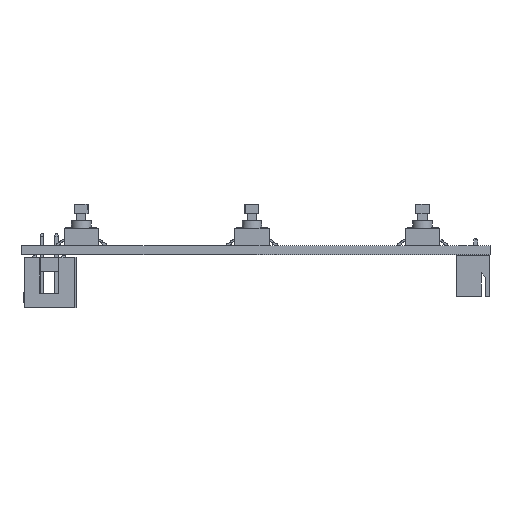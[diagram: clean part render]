
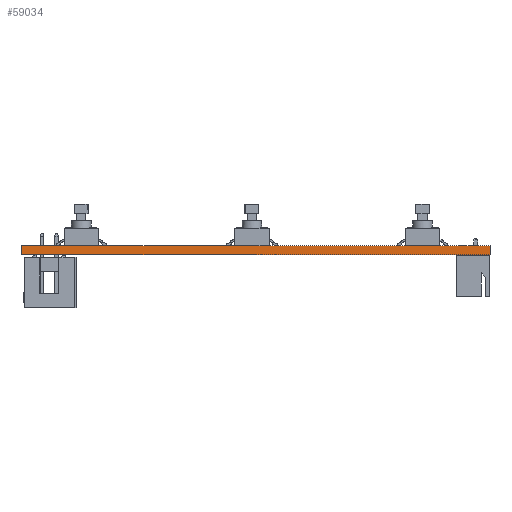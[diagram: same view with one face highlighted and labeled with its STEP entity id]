
A CAD part, front view. The second image highlights one B-rep face of the part: STEP entity #59034.
In plain terms, the highlighted planar face has unit normal (0, -1, 0).
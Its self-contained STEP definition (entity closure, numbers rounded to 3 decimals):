
#58918 = EDGE_CURVE('',#58919,#58921,#58923,.T.);
#58919 = VERTEX_POINT('',#58920);
#58920 = CARTESIAN_POINT('',(99.568,-144.018,0.));
#58921 = VERTEX_POINT('',#58922);
#58922 = CARTESIAN_POINT('',(99.568,-144.018,1.6));
#58923 = SURFACE_CURVE('',#58924,(#58928,#58940),.PCURVE_S1.);
#58924 = LINE('',#58925,#58926);
#58925 = CARTESIAN_POINT('',(99.568,-144.018,0.));
#58926 = VECTOR('',#58927,1.);
#58927 = DIRECTION('',(0.,0.,1.));
#58928 = PCURVE('',#58929,#58934);
#58929 = PLANE('',#58930);
#58930 = AXIS2_PLACEMENT_3D('',#58931,#58932,#58933);
#58931 = CARTESIAN_POINT('',(99.568,-144.018,0.));
#58932 = DIRECTION('',(-1.,0.,0.));
#58933 = DIRECTION('',(0.,1.,0.));
#58934 = DEFINITIONAL_REPRESENTATION('',(#58935),#58939);
#58935 = LINE('',#58936,#58937);
#58936 = CARTESIAN_POINT('',(0.,0.));
#58937 = VECTOR('',#58938,1.);
#58938 = DIRECTION('',(0.,-1.));
#58939 = ( GEOMETRIC_REPRESENTATION_CONTEXT(2) 
PARAMETRIC_REPRESENTATION_CONTEXT() REPRESENTATION_CONTEXT('2D SPACE',''
  ) );
#58940 = PCURVE('',#58941,#58946);
#58941 = PLANE('',#58942);
#58942 = AXIS2_PLACEMENT_3D('',#58943,#58944,#58945);
#58943 = CARTESIAN_POINT('',(181.864,-144.018,0.));
#58944 = DIRECTION('',(0.,-1.,0.));
#58945 = DIRECTION('',(-1.,0.,0.));
#58946 = DEFINITIONAL_REPRESENTATION('',(#58947),#58951);
#58947 = LINE('',#58948,#58949);
#58948 = CARTESIAN_POINT('',(82.296,0.));
#58949 = VECTOR('',#58950,1.);
#58950 = DIRECTION('',(0.,-1.));
#58951 = ( GEOMETRIC_REPRESENTATION_CONTEXT(2) 
PARAMETRIC_REPRESENTATION_CONTEXT() REPRESENTATION_CONTEXT('2D SPACE',''
  ) );
#58969 = PLANE('',#58970);
#58970 = AXIS2_PLACEMENT_3D('',#58971,#58972,#58973);
#58971 = CARTESIAN_POINT('',(140.716,-92.075,1.6));
#58972 = DIRECTION('',(-0.,-0.,-1.));
#58973 = DIRECTION('',(-1.,0.,0.));
#59023 = PLANE('',#59024);
#59024 = AXIS2_PLACEMENT_3D('',#59025,#59026,#59027);
#59025 = CARTESIAN_POINT('',(140.716,-92.075,0.));
#59026 = DIRECTION('',(-0.,-0.,-1.));
#59027 = DIRECTION('',(-1.,0.,0.));
#59034 = ADVANCED_FACE('',(#59035),#58941,.T.);
#59035 = FACE_BOUND('',#59036,.T.);
#59036 = EDGE_LOOP('',(#59037,#59067,#59088,#59089));
#59037 = ORIENTED_EDGE('',*,*,#59038,.T.);
#59038 = EDGE_CURVE('',#59039,#59041,#59043,.T.);
#59039 = VERTEX_POINT('',#59040);
#59040 = CARTESIAN_POINT('',(181.864,-144.018,0.));
#59041 = VERTEX_POINT('',#59042);
#59042 = CARTESIAN_POINT('',(181.864,-144.018,1.6));
#59043 = SURFACE_CURVE('',#59044,(#59048,#59055),.PCURVE_S1.);
#59044 = LINE('',#59045,#59046);
#59045 = CARTESIAN_POINT('',(181.864,-144.018,0.));
#59046 = VECTOR('',#59047,1.);
#59047 = DIRECTION('',(0.,0.,1.));
#59048 = PCURVE('',#58941,#59049);
#59049 = DEFINITIONAL_REPRESENTATION('',(#59050),#59054);
#59050 = LINE('',#59051,#59052);
#59051 = CARTESIAN_POINT('',(0.,-0.));
#59052 = VECTOR('',#59053,1.);
#59053 = DIRECTION('',(0.,-1.));
#59054 = ( GEOMETRIC_REPRESENTATION_CONTEXT(2) 
PARAMETRIC_REPRESENTATION_CONTEXT() REPRESENTATION_CONTEXT('2D SPACE',''
  ) );
#59055 = PCURVE('',#59056,#59061);
#59056 = PLANE('',#59057);
#59057 = AXIS2_PLACEMENT_3D('',#59058,#59059,#59060);
#59058 = CARTESIAN_POINT('',(181.864,-40.132,0.));
#59059 = DIRECTION('',(1.,0.,-0.));
#59060 = DIRECTION('',(0.,-1.,0.));
#59061 = DEFINITIONAL_REPRESENTATION('',(#59062),#59066);
#59062 = LINE('',#59063,#59064);
#59063 = CARTESIAN_POINT('',(103.886,0.));
#59064 = VECTOR('',#59065,1.);
#59065 = DIRECTION('',(0.,-1.));
#59066 = ( GEOMETRIC_REPRESENTATION_CONTEXT(2) 
PARAMETRIC_REPRESENTATION_CONTEXT() REPRESENTATION_CONTEXT('2D SPACE',''
  ) );
#59067 = ORIENTED_EDGE('',*,*,#59068,.T.);
#59068 = EDGE_CURVE('',#59041,#58921,#59069,.T.);
#59069 = SURFACE_CURVE('',#59070,(#59074,#59081),.PCURVE_S1.);
#59070 = LINE('',#59071,#59072);
#59071 = CARTESIAN_POINT('',(181.864,-144.018,1.6));
#59072 = VECTOR('',#59073,1.);
#59073 = DIRECTION('',(-1.,0.,0.));
#59074 = PCURVE('',#58941,#59075);
#59075 = DEFINITIONAL_REPRESENTATION('',(#59076),#59080);
#59076 = LINE('',#59077,#59078);
#59077 = CARTESIAN_POINT('',(0.,-1.6));
#59078 = VECTOR('',#59079,1.);
#59079 = DIRECTION('',(1.,0.));
#59080 = ( GEOMETRIC_REPRESENTATION_CONTEXT(2) 
PARAMETRIC_REPRESENTATION_CONTEXT() REPRESENTATION_CONTEXT('2D SPACE',''
  ) );
#59081 = PCURVE('',#58969,#59082);
#59082 = DEFINITIONAL_REPRESENTATION('',(#59083),#59087);
#59083 = LINE('',#59084,#59085);
#59084 = CARTESIAN_POINT('',(-41.148,-51.943));
#59085 = VECTOR('',#59086,1.);
#59086 = DIRECTION('',(1.,0.));
#59087 = ( GEOMETRIC_REPRESENTATION_CONTEXT(2) 
PARAMETRIC_REPRESENTATION_CONTEXT() REPRESENTATION_CONTEXT('2D SPACE',''
  ) );
#59088 = ORIENTED_EDGE('',*,*,#58918,.F.);
#59089 = ORIENTED_EDGE('',*,*,#59090,.F.);
#59090 = EDGE_CURVE('',#59039,#58919,#59091,.T.);
#59091 = SURFACE_CURVE('',#59092,(#59096,#59103),.PCURVE_S1.);
#59092 = LINE('',#59093,#59094);
#59093 = CARTESIAN_POINT('',(181.864,-144.018,0.));
#59094 = VECTOR('',#59095,1.);
#59095 = DIRECTION('',(-1.,0.,0.));
#59096 = PCURVE('',#58941,#59097);
#59097 = DEFINITIONAL_REPRESENTATION('',(#59098),#59102);
#59098 = LINE('',#59099,#59100);
#59099 = CARTESIAN_POINT('',(0.,-0.));
#59100 = VECTOR('',#59101,1.);
#59101 = DIRECTION('',(1.,0.));
#59102 = ( GEOMETRIC_REPRESENTATION_CONTEXT(2) 
PARAMETRIC_REPRESENTATION_CONTEXT() REPRESENTATION_CONTEXT('2D SPACE',''
  ) );
#59103 = PCURVE('',#59023,#59104);
#59104 = DEFINITIONAL_REPRESENTATION('',(#59105),#59109);
#59105 = LINE('',#59106,#59107);
#59106 = CARTESIAN_POINT('',(-41.148,-51.943));
#59107 = VECTOR('',#59108,1.);
#59108 = DIRECTION('',(1.,0.));
#59109 = ( GEOMETRIC_REPRESENTATION_CONTEXT(2) 
PARAMETRIC_REPRESENTATION_CONTEXT() REPRESENTATION_CONTEXT('2D SPACE',''
  ) );
